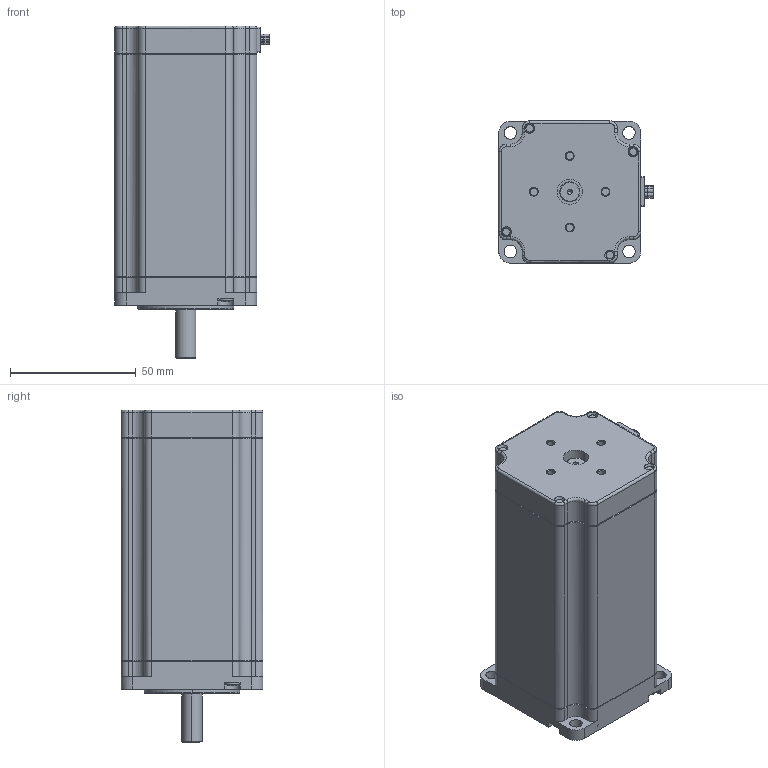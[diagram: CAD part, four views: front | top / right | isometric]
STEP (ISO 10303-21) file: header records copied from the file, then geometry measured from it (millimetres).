
FILE_DESCRIPTION(/* description */ (''),/* implementation_level */ '2;1');
FILE_NAME(/* name */ 'STEPPE~1',/* time_stamp */ '2013-02-17T12:57:14+01:00',/* author */ (''),/* organization */ (''),/* preprocessor_version */ 'ST-DEVELOPER v14',/* originating_system */ '',/* authorisation */ '');
FILE_SCHEMA (('AUTOMOTIVE_DESIGN'));
Length unit declared in the file: millimetre
Products named in the file (1): Document
Bounding box: 61.38 x 56.4 x 132 mm (x, y, z)
Volume: 290238.1 mm3; surface area: 49098.3 mm2
Topology: 38 solids, 39 shells, 728 faces, 1675 edges, 1046 vertices
Faces by surface type: bspline 451, plane 277
Entity records: 47667 total; most frequent: CARTESIAN_POINT 25641, B_SPLINE_CURVE_WITH_KNOTS 3836, ORIENTED_EDGE 3337, PCURVE 3337, DEFINITIONAL_REPRESENTATION 3337, SURFACE_CURVE 1671, EDGE_CURVE 1671, VERTEX_POINT 1047
